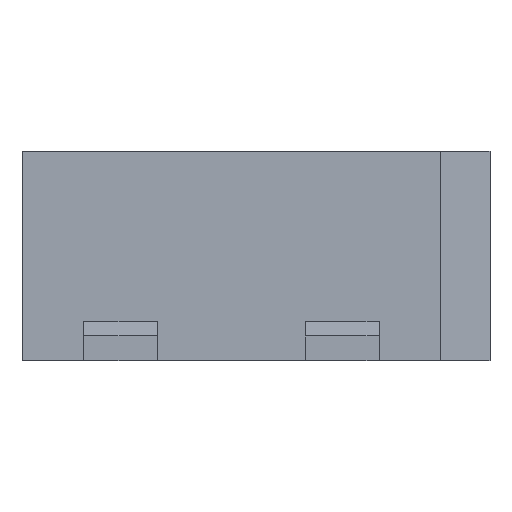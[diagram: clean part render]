
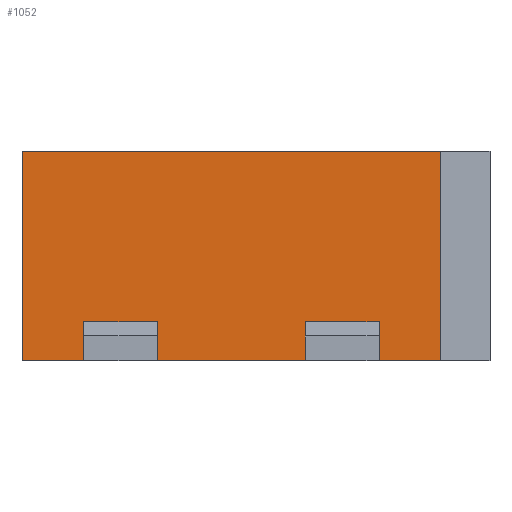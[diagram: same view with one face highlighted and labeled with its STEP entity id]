
A CAD part, left-side view. The second image highlights one B-rep face of the part: STEP entity #1052.
In plain terms, the highlighted planar face has unit normal (-1, 0, 0).
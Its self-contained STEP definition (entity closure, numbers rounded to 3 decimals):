
#14=FACE_BOUND('',#124,.T.);
#15=FACE_BOUND('',#125,.T.);
#69=FACE_OUTER_BOUND('',#123,.T.);
#123=EDGE_LOOP('',(#870,#871,#872,#873));
#124=EDGE_LOOP('',(#874,#875,#876,#877));
#125=EDGE_LOOP('',(#878,#879,#880,#881));
#134=LINE('',#1377,#272);
#142=LINE('',#1393,#280);
#145=LINE('',#1399,#283);
#157=LINE('',#1422,#295);
#158=LINE('',#1426,#296);
#166=LINE('',#1442,#304);
#169=LINE('',#1448,#307);
#181=LINE('',#1471,#319);
#258=LINE('',#1631,#396);
#261=LINE('',#1637,#399);
#265=LINE('',#1645,#403);
#266=LINE('',#1646,#404);
#272=VECTOR('',#1129,10.);
#280=VECTOR('',#1139,10.);
#283=VECTOR('',#1144,10.);
#295=VECTOR('',#1168,10.);
#296=VECTOR('',#1171,10.);
#304=VECTOR('',#1181,10.);
#307=VECTOR('',#1186,10.);
#319=VECTOR('',#1210,10.);
#396=VECTOR('',#1347,10.);
#399=VECTOR('',#1352,10.);
#403=VECTOR('',#1358,10.);
#404=VECTOR('',#1359,10.);
#410=VERTEX_POINT('',#1375);
#411=VERTEX_POINT('',#1376);
#418=VERTEX_POINT('',#1392);
#420=VERTEX_POINT('',#1398);
#426=VERTEX_POINT('',#1424);
#427=VERTEX_POINT('',#1425);
#434=VERTEX_POINT('',#1441);
#436=VERTEX_POINT('',#1447);
#493=VERTEX_POINT('',#1628);
#494=VERTEX_POINT('',#1630);
#496=VERTEX_POINT('',#1636);
#499=VERTEX_POINT('',#1644);
#502=EDGE_CURVE('',#410,#411,#134,.T.);
#510=EDGE_CURVE('',#418,#410,#142,.T.);
#513=EDGE_CURVE('',#411,#420,#145,.T.);
#525=EDGE_CURVE('',#420,#418,#157,.T.);
#526=EDGE_CURVE('',#426,#427,#158,.T.);
#534=EDGE_CURVE('',#434,#426,#166,.T.);
#537=EDGE_CURVE('',#427,#436,#169,.T.);
#549=EDGE_CURVE('',#436,#434,#181,.T.);
#626=EDGE_CURVE('',#493,#494,#258,.T.);
#629=EDGE_CURVE('',#496,#494,#261,.T.);
#633=EDGE_CURVE('',#499,#493,#265,.T.);
#634=EDGE_CURVE('',#496,#499,#266,.T.);
#870=ORIENTED_EDGE('',*,*,#626,.F.);
#871=ORIENTED_EDGE('',*,*,#633,.F.);
#872=ORIENTED_EDGE('',*,*,#634,.F.);
#873=ORIENTED_EDGE('',*,*,#629,.T.);
#874=ORIENTED_EDGE('',*,*,#510,.T.);
#875=ORIENTED_EDGE('',*,*,#502,.T.);
#876=ORIENTED_EDGE('',*,*,#513,.T.);
#877=ORIENTED_EDGE('',*,*,#525,.T.);
#878=ORIENTED_EDGE('',*,*,#534,.T.);
#879=ORIENTED_EDGE('',*,*,#526,.T.);
#880=ORIENTED_EDGE('',*,*,#537,.T.);
#881=ORIENTED_EDGE('',*,*,#549,.T.);
#965=PLANE('',#1120);
#1052=ADVANCED_FACE('',(#69,#14,#15),#965,.T.);
#1120=AXIS2_PLACEMENT_3D('',#1643,#1356,#1357);
#1129=DIRECTION('',(0.,0.,-1.));
#1139=DIRECTION('',(0.,-1.,0.));
#1144=DIRECTION('',(0.,1.,0.));
#1168=DIRECTION('',(0.,0.,1.));
#1171=DIRECTION('',(0.,0.,-1.));
#1181=DIRECTION('',(0.,-1.,0.));
#1186=DIRECTION('',(0.,1.,0.));
#1210=DIRECTION('',(0.,0.,1.));
#1347=DIRECTION('',(0.,0.,-1.));
#1352=DIRECTION('',(0.,-1.,0.));
#1356=DIRECTION('center_axis',(-1.,0.,0.));
#1357=DIRECTION('ref_axis',(0.,-1.,0.));
#1358=DIRECTION('',(0.,-1.,0.));
#1359=DIRECTION('',(0.,0.,1.));
#1375=CARTESIAN_POINT('',(0.,2.7,0.317));
#1376=CARTESIAN_POINT('',(0.,2.7,0.117));
#1377=CARTESIAN_POINT('',(0.,2.7,0.079));
#1392=CARTESIAN_POINT('',(0.,3.3,0.317));
#1393=CARTESIAN_POINT('',(0.,3.55,0.317));
#1398=CARTESIAN_POINT('',(0.,3.3,0.117));
#1399=CARTESIAN_POINT('',(0.,3.55,0.117));
#1422=CARTESIAN_POINT('',(0.,3.3,0.079));
#1424=CARTESIAN_POINT('',(0.,0.9,0.317));
#1425=CARTESIAN_POINT('',(0.,0.9,0.117));
#1426=CARTESIAN_POINT('',(0.,0.9,0.079));
#1441=CARTESIAN_POINT('',(0.,1.5,0.317));
#1442=CARTESIAN_POINT('',(0.,2.65,0.317));
#1447=CARTESIAN_POINT('',(0.,1.5,0.117));
#1448=CARTESIAN_POINT('',(0.,2.65,0.117));
#1471=CARTESIAN_POINT('',(0.,1.5,0.079));
#1628=CARTESIAN_POINT('',(0.,0.4,1.7));
#1630=CARTESIAN_POINT('',(0.,0.4,0.));
#1631=CARTESIAN_POINT('',(0.,0.4,0.));
#1636=CARTESIAN_POINT('',(0.,3.8,0.));
#1637=CARTESIAN_POINT('',(0.,3.8,0.));
#1643=CARTESIAN_POINT('Origin',(0.,3.8,0.));
#1644=CARTESIAN_POINT('',(0.,3.8,1.7));
#1645=CARTESIAN_POINT('',(0.,3.8,1.7));
#1646=CARTESIAN_POINT('',(0.,3.8,0.));
